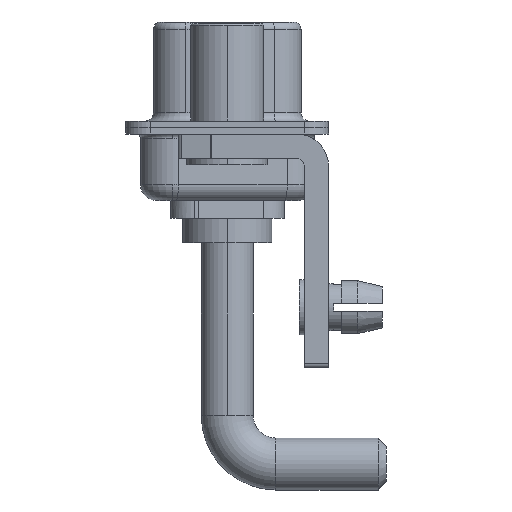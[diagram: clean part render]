
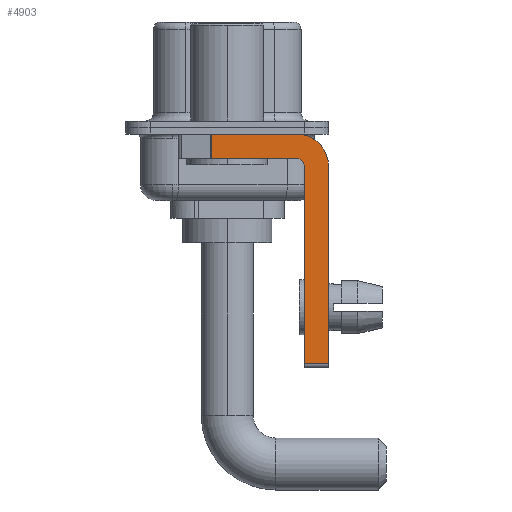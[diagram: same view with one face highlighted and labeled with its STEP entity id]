
A CAD part, left-side view. The second image highlights one B-rep face of the part: STEP entity #4903.
In plain terms, the highlighted planar face has unit normal (-1, 0, 0).
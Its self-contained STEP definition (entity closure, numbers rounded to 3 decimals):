
#172 = EDGE_CURVE ( 'NONE', #5420, #1358, #17317, .T. ) ;
#327 = CARTESIAN_POINT ( 'NONE',  ( -2.9, -4.25, -14.55 ) ) ;
#424 = CARTESIAN_POINT ( 'NONE',  ( -2.9, -4.25, -1.9 ) ) ;
#464 = CARTESIAN_POINT ( 'NONE',  ( -2.9, -4.25, -2.4 ) ) ;
#665 = CARTESIAN_POINT ( 'NONE',  ( -2.9, 0.978, -0.4 ) ) ;
#693 = ORIENTED_EDGE ( 'NONE', *, *, #172, .F. ) ;
#776 = CARTESIAN_POINT ( 'NONE',  ( -2.9, -4.75, -14.8 ) ) ;
#859 = EDGE_CURVE ( 'NONE', #12581, #17437, #10981, .T. ) ;
#1288 = DIRECTION ( 'NONE',  ( -1., 0., 0. ) ) ;
#1358 = VERTEX_POINT ( 'NONE', #424 ) ;
#1999 = DIRECTION ( 'NONE',  ( 0., 0., -1. ) ) ;
#2138 = CARTESIAN_POINT ( 'NONE',  ( -2.9, -4.25, -1.9 ) ) ;
#2618 = EDGE_CURVE ( 'NONE', #1358, #17437, #14577, .T. ) ;
#2870 = VERTEX_POINT ( 'NONE', #4141 ) ;
#3127 = EDGE_CURVE ( 'NONE', #7541, #10664, #4626, .T. ) ;
#3268 = FACE_OUTER_BOUND ( 'NONE', #15372, .T. ) ;
#3370 = ORIENTED_EDGE ( 'NONE', *, *, #2618, .F. ) ;
#3535 = DIRECTION ( 'NONE',  ( 0., -1., 0. ) ) ;
#4027 = ORIENTED_EDGE ( 'NONE', *, *, #10124, .T. ) ;
#4141 = CARTESIAN_POINT ( 'NONE',  ( -2.9, -6.25, -14.55 ) ) ;
#4334 = EDGE_CURVE ( 'NONE', #10664, #2870, #16812, .T. ) ;
#4474 = VECTOR ( 'NONE', #8858, 1000. ) ;
#4626 = CIRCLE ( 'NONE', #17403, 2. ) ;
#4903 = ADVANCED_FACE ( 'NONE', ( #3268 ), #12806, .F. ) ;
#5030 = EDGE_CURVE ( 'NONE', #12581, #7541, #8715, .T. ) ;
#5420 = VERTEX_POINT ( 'NONE', #6133 ) ;
#5580 = DIRECTION ( 'NONE',  ( 0., 0., -1. ) ) ;
#6004 = CARTESIAN_POINT ( 'NONE',  ( -2.9, 0.978, -1.9 ) ) ;
#6094 = VECTOR ( 'NONE', #5580, 1000. ) ;
#6133 = CARTESIAN_POINT ( 'NONE',  ( -2.9, -4.75, -2.4 ) ) ;
#6388 = CARTESIAN_POINT ( 'NONE',  ( -2.9, -4.25, -2.4 ) ) ;
#6397 = DIRECTION ( 'NONE',  ( 0., 0., 1. ) ) ;
#7541 = VERTEX_POINT ( 'NONE', #16100 ) ;
#7672 = DIRECTION ( 'NONE',  ( 0., 1., 0. ) ) ;
#7756 = LINE ( 'NONE', #776, #4474 ) ;
#7789 = VECTOR ( 'NONE', #11069, 1000. ) ;
#7955 = CARTESIAN_POINT ( 'NONE',  ( -2.9, -4.75, -14.55 ) ) ;
#7993 = ORIENTED_EDGE ( 'NONE', *, *, #10152, .F. ) ;
#8579 = ORIENTED_EDGE ( 'NONE', *, *, #4334, .F. ) ;
#8715 = LINE ( 'NONE', #14251, #16557 ) ;
#8737 = CARTESIAN_POINT ( 'NONE',  ( -2.9, -6.25, -2.4 ) ) ;
#8858 = DIRECTION ( 'NONE',  ( 0., 0., 1. ) ) ;
#9308 = VECTOR ( 'NONE', #7672, 1000. ) ;
#9622 = CARTESIAN_POINT ( 'NONE',  ( -2.9, 0.978, -1.9 ) ) ;
#10027 = CARTESIAN_POINT ( 'NONE',  ( -2.9, -6.25, -2.4 ) ) ;
#10053 = LINE ( 'NONE', #327, #12022 ) ;
#10124 = EDGE_CURVE ( 'NONE', #14197, #2870, #10053, .T. ) ;
#10152 = EDGE_CURVE ( 'NONE', #14197, #5420, #7756, .T. ) ;
#10663 = DIRECTION ( 'NONE',  ( 0., 0., -1. ) ) ;
#10664 = VERTEX_POINT ( 'NONE', #8737 ) ;
#10981 = LINE ( 'NONE', #9622, #7789 ) ;
#11069 = DIRECTION ( 'NONE',  ( 0., 0., -1. ) ) ;
#11623 = AXIS2_PLACEMENT_3D ( 'NONE', #464, #15706, #1999 ) ;
#12022 = VECTOR ( 'NONE', #12597, 1000. ) ;
#12133 = ORIENTED_EDGE ( 'NONE', *, *, #5030, .F. ) ;
#12581 = VERTEX_POINT ( 'NONE', #665 ) ;
#12597 = DIRECTION ( 'NONE',  ( 0., -1., 0. ) ) ;
#12806 = PLANE ( 'NONE',  #11623 ) ;
#13755 = ORIENTED_EDGE ( 'NONE', *, *, #3127, .F. ) ;
#14197 = VERTEX_POINT ( 'NONE', #7955 ) ;
#14251 = CARTESIAN_POINT ( 'NONE',  ( -2.9, 3., -0.4 ) ) ;
#14577 = LINE ( 'NONE', #2138, #9308 ) ;
#15372 = EDGE_LOOP ( 'NONE', ( #12133, #15978, #3370, #693, #7993, #4027, #8579, #13755 ) ) ;
#15706 = DIRECTION ( 'NONE',  ( 1., 0., 0. ) ) ;
#15978 = ORIENTED_EDGE ( 'NONE', *, *, #859, .T. ) ;
#16100 = CARTESIAN_POINT ( 'NONE',  ( -2.9, -4.25, -0.4 ) ) ;
#16557 = VECTOR ( 'NONE', #3535, 1000. ) ;
#16746 = AXIS2_PLACEMENT_3D ( 'NONE', #17362, #1288, #6397 ) ;
#16812 = LINE ( 'NONE', #10027, #6094 ) ;
#17317 = CIRCLE ( 'NONE', #16746, 0.5 ) ;
#17362 = CARTESIAN_POINT ( 'NONE',  ( -2.9, -4.25, -2.4 ) ) ;
#17403 = AXIS2_PLACEMENT_3D ( 'NONE', #6388, #17821, #10663 ) ;
#17437 = VERTEX_POINT ( 'NONE', #6004 ) ;
#17821 = DIRECTION ( 'NONE',  ( 1., 0., 0. ) ) ;
